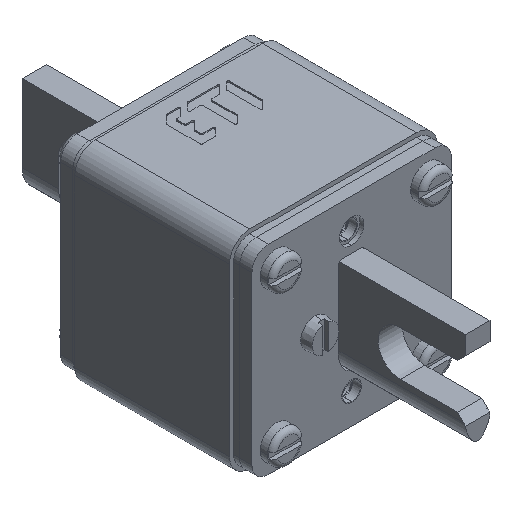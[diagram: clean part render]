
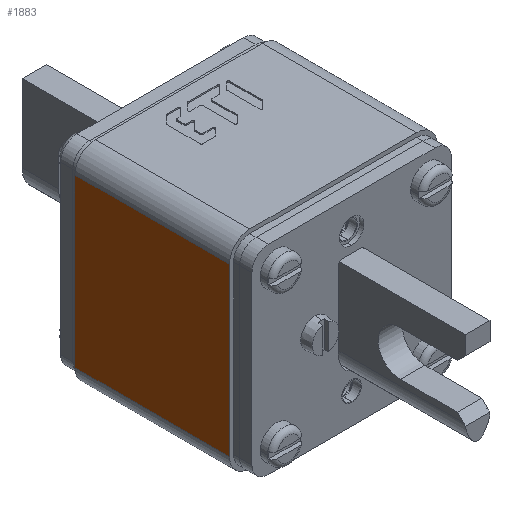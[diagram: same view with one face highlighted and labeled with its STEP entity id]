
A CAD part, isometric view. The second image highlights one B-rep face of the part: STEP entity #1883.
In plain terms, the highlighted face is planar.
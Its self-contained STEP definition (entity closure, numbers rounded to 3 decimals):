
#142=DIRECTION('',(0.,1.,0.));
#143=VECTOR('',#142,41.);
#144=CARTESIAN_POINT('',(-19.,-20.5,-25.5));
#145=LINE('',#144,#143);
#596=DIRECTION('',(-1.,0.,0.));
#597=VECTOR('',#596,38.);
#598=CARTESIAN_POINT('',(19.,-20.5,-25.5));
#599=LINE('',#598,#597);
#603=DIRECTION('',(-1.,0.,0.));
#604=VECTOR('',#603,38.);
#605=CARTESIAN_POINT('',(19.,20.5,-25.5));
#606=LINE('',#605,#604);
#663=DIRECTION('',(0.,1.,0.));
#664=VECTOR('',#663,41.);
#665=CARTESIAN_POINT('',(19.,-20.5,-25.5));
#666=LINE('',#665,#664);
#1366=CARTESIAN_POINT('',(-19.,-20.5,-25.5));
#1368=VERTEX_POINT('',#1366);
#1372=CARTESIAN_POINT('',(19.,-20.5,-25.5));
#1373=VERTEX_POINT('',#1372);
#1375=CARTESIAN_POINT('',(-19.,20.5,-25.5));
#1377=VERTEX_POINT('',#1375);
#1378=CARTESIAN_POINT('',(19.,20.5,-25.5));
#1379=VERTEX_POINT('',#1378);
#1871=CARTESIAN_POINT('',(-19.,-25.5,-25.5));
#1872=DIRECTION('',(0.,0.,-1.));
#1873=DIRECTION('',(0.,1.,0.));
#1874=AXIS2_PLACEMENT_3D('',#1871,#1872,#1873);
#1875=PLANE('',#1874);
#1876=ORIENTED_EDGE('',*,*,#1631,.F.);
#1878=ORIENTED_EDGE('',*,*,#1877,.T.);
#1879=ORIENTED_EDGE('',*,*,#1856,.T.);
#1880=ORIENTED_EDGE('',*,*,#1597,.F.);
#1881=EDGE_LOOP('',(#1876,#1878,#1879,#1880));
#1882=FACE_OUTER_BOUND('',#1881,.F.);
#1597=EDGE_CURVE('',#1368,#1377,#145,.T.);
#1631=EDGE_CURVE('',#1373,#1368,#599,.T.);
#1856=EDGE_CURVE('',#1379,#1377,#606,.T.);
#1877=EDGE_CURVE('',#1373,#1379,#666,.T.);
#1883=ADVANCED_FACE('',(#1882),#1875,.T.);
